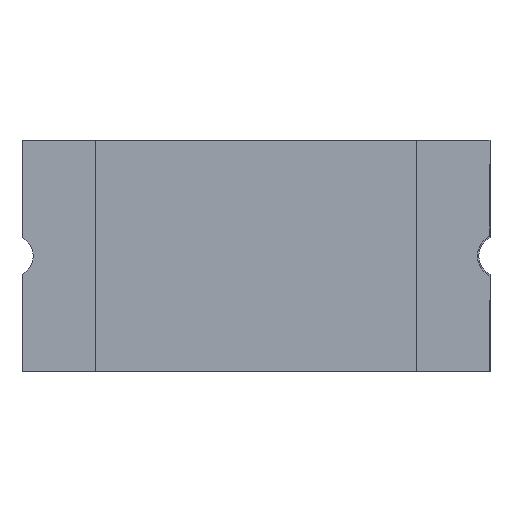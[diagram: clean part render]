
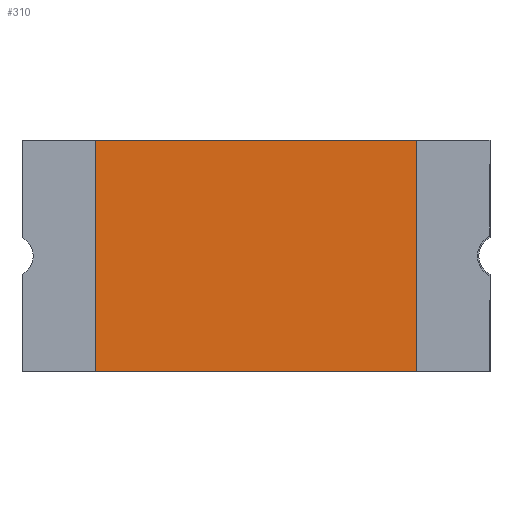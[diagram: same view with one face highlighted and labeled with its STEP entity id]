
A CAD part, front view. The second image highlights one B-rep face of the part: STEP entity #310.
In plain terms, the highlighted planar face has unit normal (0, -1, 0).
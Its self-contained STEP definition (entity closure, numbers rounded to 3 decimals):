
#10 = CARTESIAN_POINT ( 'NONE',  ( -1.1, 0., -0.792 ) ) ;
#55 = EDGE_LOOP ( 'NONE', ( #664, #1035, #1505, #359 ) ) ;
#67 = VERTEX_POINT ( 'NONE', #1255 ) ;
#86 = LINE ( 'NONE', #549, #2076 ) ;
#216 = DIRECTION ( 'NONE',  ( 0., 0., 1. ) ) ;
#282 = EDGE_CURVE ( 'NONE', #1079, #1644, #86, .T. ) ;
#285 = DIRECTION ( 'NONE',  ( 1., 0., 0. ) ) ;
#310 = ADVANCED_FACE ( 'NONE', ( #1542 ), #736, .F. ) ;
#348 = VECTOR ( 'NONE', #285, 1000. ) ;
#359 = ORIENTED_EDGE ( 'NONE', *, *, #282, .T. ) ;
#422 = CARTESIAN_POINT ( 'NONE',  ( 1.665, 0., 0. ) ) ;
#500 = LINE ( 'NONE', #1502, #1300 ) ;
#549 = CARTESIAN_POINT ( 'NONE',  ( 1.1, 0., 0.793 ) ) ;
#554 = VERTEX_POINT ( 'NONE', #10 ) ;
#559 = VECTOR ( 'NONE', #1085, 1000. ) ;
#648 = AXIS2_PLACEMENT_3D ( 'NONE', #422, #1553, #1703 ) ;
#664 = ORIENTED_EDGE ( 'NONE', *, *, #1339, .T. ) ;
#711 = EDGE_CURVE ( 'NONE', #554, #1079, #1571, .T. ) ;
#736 = PLANE ( 'NONE',  #648 ) ;
#799 = CARTESIAN_POINT ( 'NONE',  ( 1.1, 0., 0.793 ) ) ;
#1035 = ORIENTED_EDGE ( 'NONE', *, *, #1564, .F. ) ;
#1079 = VERTEX_POINT ( 'NONE', #1408 ) ;
#1085 = DIRECTION ( 'NONE',  ( 0., 0., 1. ) ) ;
#1118 = LINE ( 'NONE', #1748, #559 ) ;
#1255 = CARTESIAN_POINT ( 'NONE',  ( -1.1, 0., 0.793 ) ) ;
#1300 = VECTOR ( 'NONE', #1959, 1000. ) ;
#1339 = EDGE_CURVE ( 'NONE', #1644, #67, #500, .T. ) ;
#1408 = CARTESIAN_POINT ( 'NONE',  ( 1.1, 0., -0.792 ) ) ;
#1502 = CARTESIAN_POINT ( 'NONE',  ( 0., 0., 0.792 ) ) ;
#1505 = ORIENTED_EDGE ( 'NONE', *, *, #711, .T. ) ;
#1542 = FACE_OUTER_BOUND ( 'NONE', #55, .T. ) ;
#1553 = DIRECTION ( 'NONE',  ( 0., 1., 0. ) ) ;
#1564 = EDGE_CURVE ( 'NONE', #554, #67, #1118, .T. ) ;
#1571 = LINE ( 'NONE', #1712, #348 ) ;
#1644 = VERTEX_POINT ( 'NONE', #799 ) ;
#1703 = DIRECTION ( 'NONE',  ( 0., 0., 1. ) ) ;
#1712 = CARTESIAN_POINT ( 'NONE',  ( 1.6, 0., -0.792 ) ) ;
#1748 = CARTESIAN_POINT ( 'NONE',  ( -1.1, 0., 0.793 ) ) ;
#1959 = DIRECTION ( 'NONE',  ( -1., 0., 0. ) ) ;
#2076 = VECTOR ( 'NONE', #216, 1000. ) ;
